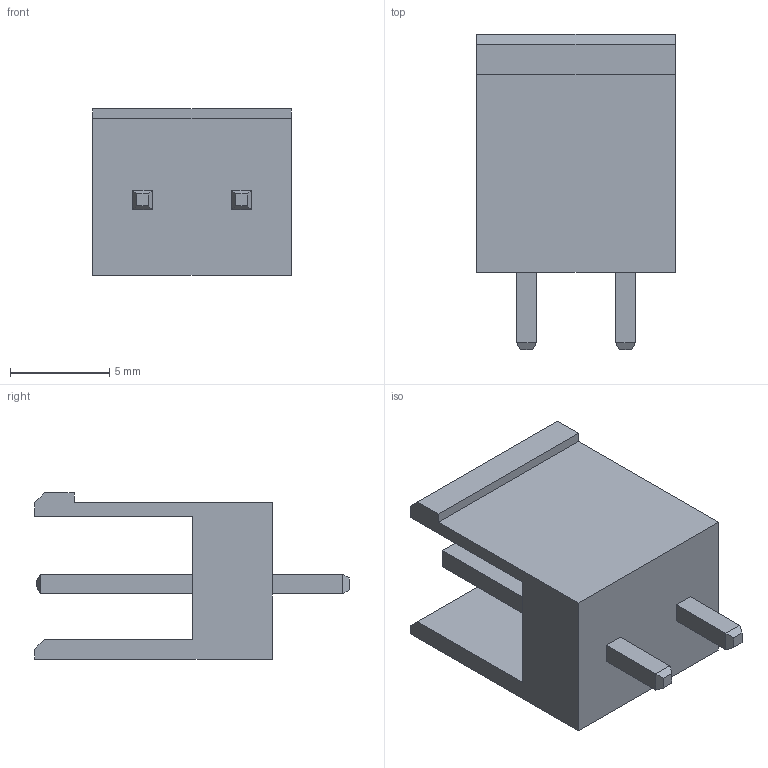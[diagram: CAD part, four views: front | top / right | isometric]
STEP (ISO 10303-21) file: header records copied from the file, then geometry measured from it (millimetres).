
FILE_DESCRIPTION (( 'STEP AP214' ), '1' );
FILE_NAME ('User Library-STL950_2-5_0-V.STEP', '2015-03-05T15:05:32', ( 'Windows User' ), ( '' ), 'SwSTEP 2.0', 'SolidWorks 2015', '' );
FILE_SCHEMA (( 'AUTOMOTIVE_DESIGN' ));
Length unit declared in the file: millimetre
Products named in the file (1): User Library-STL950_2-5_0-V
Bounding box: 10 x 15.9 x 8.4 mm (x, y, z)
Volume: 482.6 mm3; surface area: 745.6 mm2
Topology: 1 solids, 1 shells, 50 faces, 116 edges, 72 vertices
Faces by surface type: plane 50
Entity records: 1956 total; most frequent: CARTESIAN_POINT 239, ORIENTED_EDGE 232, DIRECTION 218, VECTOR 116, EDGE_CURVE 116, LINE 116, VERTEX_POINT 72, EDGE_LOOP 54
